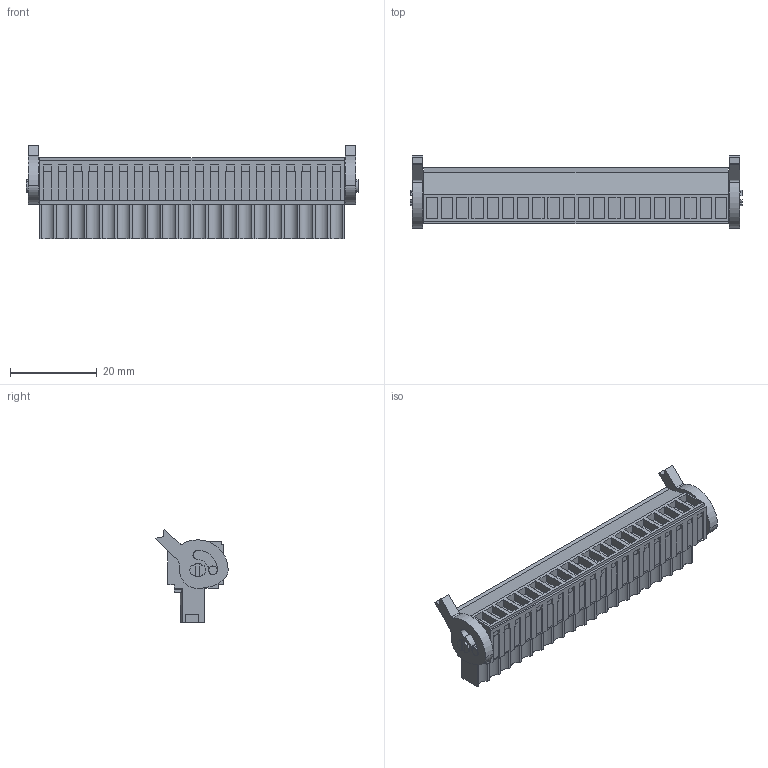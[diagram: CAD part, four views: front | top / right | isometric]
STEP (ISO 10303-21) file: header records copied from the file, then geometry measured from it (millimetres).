
FILE_DESCRIPTION(('CATIA V5 STEP Exchange','CAx-IF Rec.Pracs.--- Model Styling and Organization---1.2---2011-12-15'),'2;1');
FILE_NAME ('D1454462_0_1687830000_1687830000.stp','2017-04-25T12:17:30+00:00',('none'),('Weidmueller'),'CATIA Version 5-6 Release 2014','CATIA V5 STEP AP214','none');
FILE_SCHEMA(('AUTOMOTIVE_DESIGN { 1 0 10303 214 1 1 1 1 }'));
Length unit declared in the file: millimetre
Products named in the file (1): 1687830000
Bounding box: 76.4 x 16.66 x 21.53 mm (x, y, z)
Volume: 10884.1 mm3; surface area: 8709.8 mm2
Topology: 23 solids, 23 shells, 1259 faces, 3537 edges, 2408 vertices
Faces by surface type: plane 1101, cylinder 156, extrusion 2
Entity records: 36782 total; most frequent: ORIENTED_EDGE 7074, CARTESIAN_POINT 6604, DIRECTION 4775, EDGE_CURVE 3537, VECTOR 3009, LINE 3007, VERTEX_POINT 2408, EDGE_LOOP 1351
